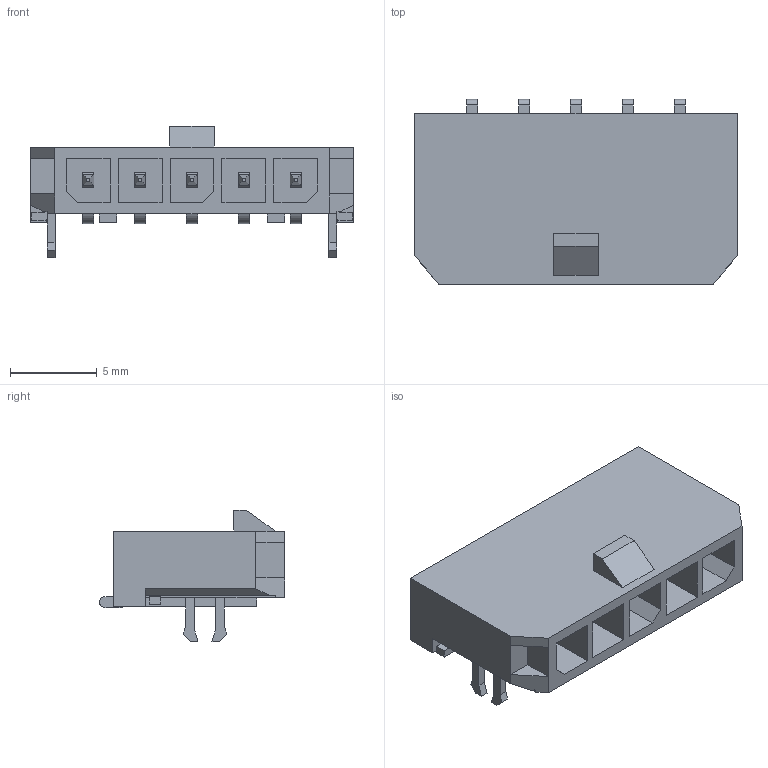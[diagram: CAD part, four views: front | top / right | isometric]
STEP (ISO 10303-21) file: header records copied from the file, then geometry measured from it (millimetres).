
FILE_DESCRIPTION(/* description */ (''),/* implementation_level */ '2;1');
FILE_NAME(/* name */ '436500510wbm000_01_214.stp',/* time_stamp */ '2022-06-14T10:05:15+06:00',/* author */ (''),/* organization */ (''),/* preprocessor_version */ 'ST-DEVELOPER v16.7',/* originating_system */ 'SIEMENS PLM Software NX 1919',/* authorisation */ '');
FILE_SCHEMA (('AUTOMOTIVE_DESIGN { 1 0 10303 214 3 1 1 1 }'));
Length unit declared in the file: millimetre
Products named in the file (1): 436500510wbm000_01
Bounding box: 18.64 x 10.7 x 7.6 mm (x, y, z)
Volume: 513.4 mm3; surface area: 1028.2 mm2
Topology: 1 solids, 1 shells, 208 faces, 539 edges, 350 vertices
Faces by surface type: plane 184, cylinder 24
Entity records: 6251 total; most frequent: CARTESIAN_POINT 1098, ORIENTED_EDGE 1078, DIRECTION 1005, EDGE_CURVE 539, LINE 491, VECTOR 491, VERTEX_POINT 350, AXIS2_PLACEMENT_3D 257
